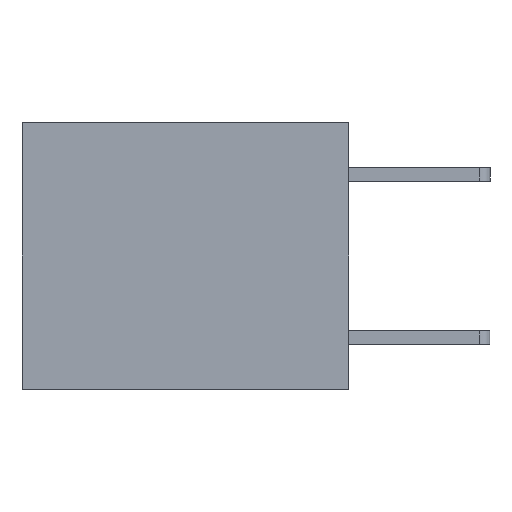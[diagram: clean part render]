
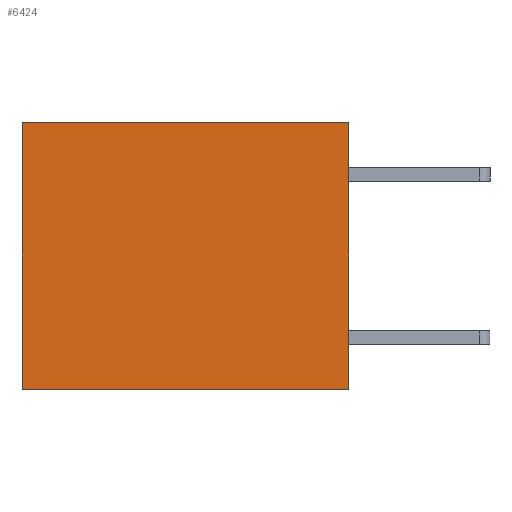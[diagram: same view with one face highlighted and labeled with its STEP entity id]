
A CAD part, left-side view. The second image highlights one B-rep face of the part: STEP entity #6424.
In plain terms, the highlighted planar face has unit normal (-1, 0, 0).
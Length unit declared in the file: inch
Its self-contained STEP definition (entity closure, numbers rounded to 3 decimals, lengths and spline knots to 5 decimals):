
#283 = AXIS2_PLACEMENT_3D ( 'NONE', #4510, #1344, #3133 ) ;
#314 = VERTEX_POINT ( 'NONE', #8092 ) ;
#1344 = DIRECTION ( 'NONE',  ( 1., 0., 0. ) ) ;
#1439 = CARTESIAN_POINT ( 'NONE',  ( 0.3165, 0.6, 0. ) ) ;
#1452 = EDGE_CURVE ( 'NONE', #4848, #8150, #6780, .T. ) ;
#1986 = EDGE_CURVE ( 'NONE', #8162, #4848, #4420, .T. ) ;
#2227 = EDGE_LOOP ( 'NONE', ( #8088, #7245, #6268, #3383 ) ) ;
#2311 = DIRECTION ( 'NONE',  ( 0., 0., -1. ) ) ;
#3092 = DIRECTION ( 'NONE',  ( 0., 1., 0. ) ) ;
#3133 = DIRECTION ( 'NONE',  ( 0., 0., -1. ) ) ;
#3383 = ORIENTED_EDGE ( 'NONE', *, *, #1986, .T. ) ;
#3739 = VECTOR ( 'NONE', #5713, 39.37008 ) ;
#4080 = EDGE_CURVE ( 'NONE', #314, #8150, #7995, .T. ) ;
#4200 = CARTESIAN_POINT ( 'NONE',  ( 0.3165, 0.6, -0.49 ) ) ;
#4348 = LINE ( 'NONE', #7593, #3739 ) ;
#4420 = LINE ( 'NONE', #5626, #7576 ) ;
#4510 = CARTESIAN_POINT ( 'NONE',  ( 0.3165, 0., -0.49 ) ) ;
#4848 = VERTEX_POINT ( 'NONE', #1439 ) ;
#4919 = EDGE_CURVE ( 'NONE', #8162, #314, #4348, .T. ) ;
#5011 = PLANE ( 'NONE',  #283 ) ;
#5626 = CARTESIAN_POINT ( 'NONE',  ( 0.3165, 0., 0. ) ) ;
#5713 = DIRECTION ( 'NONE',  ( 0., 0., -1. ) ) ;
#6268 = ORIENTED_EDGE ( 'NONE', *, *, #4919, .F. ) ;
#6424 = ADVANCED_FACE ( 'NONE', ( #6994 ), #5011, .F. ) ;
#6780 = LINE ( 'NONE', #8182, #7775 ) ;
#6994 = FACE_OUTER_BOUND ( 'NONE', #2227, .T. ) ;
#7121 = CARTESIAN_POINT ( 'NONE',  ( 0.3165, 0., -0.49 ) ) ;
#7176 = DIRECTION ( 'NONE',  ( 0., 1., 0. ) ) ;
#7245 = ORIENTED_EDGE ( 'NONE', *, *, #4080, .F. ) ;
#7314 = CARTESIAN_POINT ( 'NONE',  ( 0.3165, 0., 0. ) ) ;
#7576 = VECTOR ( 'NONE', #3092, 39.37008 ) ;
#7593 = CARTESIAN_POINT ( 'NONE',  ( 0.3165, 0., -0.49 ) ) ;
#7775 = VECTOR ( 'NONE', #2311, 39.37008 ) ;
#7995 = LINE ( 'NONE', #7121, #8185 ) ;
#8088 = ORIENTED_EDGE ( 'NONE', *, *, #1452, .T. ) ;
#8092 = CARTESIAN_POINT ( 'NONE',  ( 0.3165, 0., -0.49 ) ) ;
#8150 = VERTEX_POINT ( 'NONE', #4200 ) ;
#8162 = VERTEX_POINT ( 'NONE', #7314 ) ;
#8182 = CARTESIAN_POINT ( 'NONE',  ( 0.3165, 0.6, -0.49 ) ) ;
#8185 = VECTOR ( 'NONE', #7176, 39.37008 ) ;
